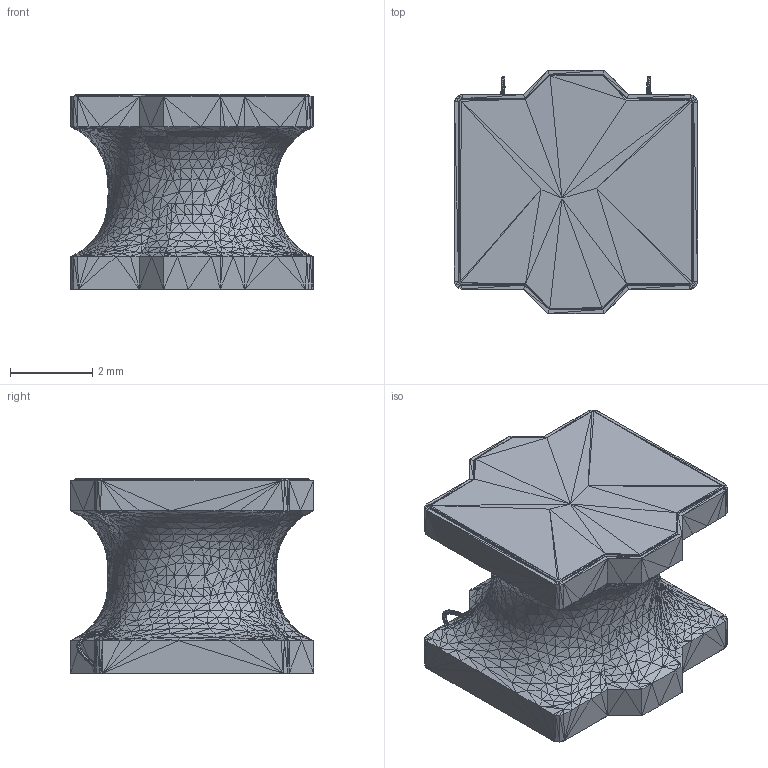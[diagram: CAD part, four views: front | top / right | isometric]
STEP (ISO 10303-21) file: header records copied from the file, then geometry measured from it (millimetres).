
FILE_DESCRIPTION(/* description */ (''),/* implementation_level */ '2;1');
FILE_NAME(/* name */ 'IND-SMD_L6.0-W6.0_HPC6045NF.step',/* time_stamp */ '2022-07-09T13:16:05+02:00',/* author */ (''),/* organization */ (''),/* preprocessor_version */ 'ST-DEVELOPER v19',/* originating_system */ 'Autodesk Translation Framework v11.7.0.108',/* authorisation */ '');
FILE_SCHEMA (('AUTOMOTIVE_DESIGN { 1 0 10303 214 3 1 1 }'));
Products named in the file (1): IND-SMD_L6.0-W6.0_HPC6045NF
Bounding box: 5.9 x 5.9 x 4.73 mm (x, y, z)
Volume: 99.7 mm3; surface area: 157.7 mm2
Topology: 1 solids, 1 shells, 3286 faces, 4929 edges, 1641 vertices
Faces by surface type: plane 3286
Entity records: 64121 total; most frequent: DIRECTION 11503, ORIENTED_EDGE 9858, CARTESIAN_POINT 9857, LINE 4929, VECTOR 4929, EDGE_CURVE 4929, AXIS2_PLACEMENT_3D 3287, FACE_OUTER_BOUND 3286
